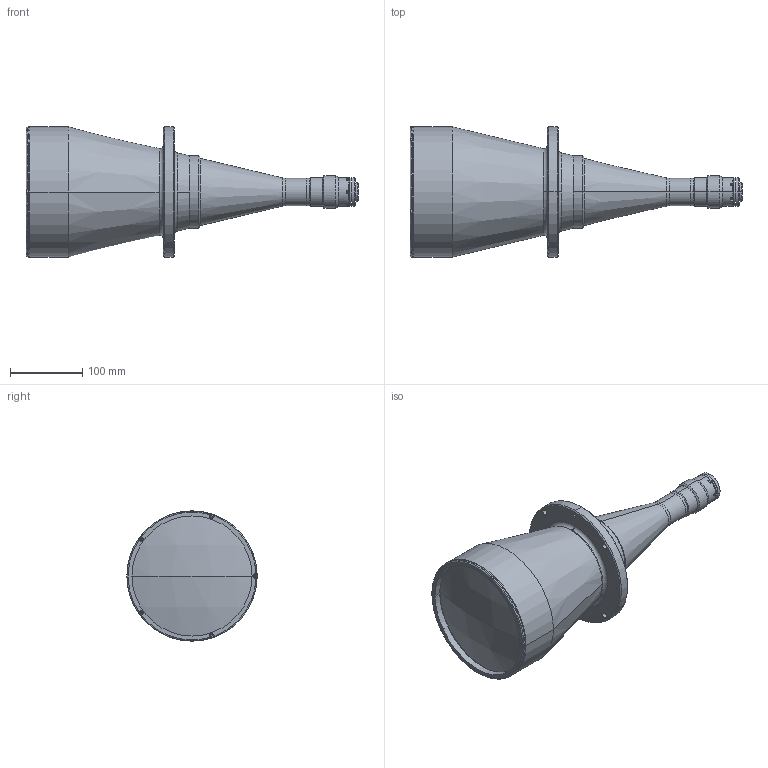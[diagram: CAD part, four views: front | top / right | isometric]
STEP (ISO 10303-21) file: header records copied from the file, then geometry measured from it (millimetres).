
FILE_DESCRIPTION (( 'STEP AP203' ), '1' );
FILE_NAME ('DP71408-C_TC2MHR120-C.step', '2022-02-17T11:41:04', ( '' ), ( '' ), 'SwSTEP 2.0', 'SolidWorks 2021', '' );
FILE_SCHEMA (( 'CONFIG_CONTROL_DESIGN' ));
Length unit declared in the file: millimetre
Products named in the file (1): DP71408-C_TC2MHR120-C
Bounding box: 458.84 x 180 x 180 mm (x, y, z)
Surface area: 231739.7 mm2 (no closed solid volume)
Topology: 0 solids, 24 shells, 222 faces, 649 edges, 448 vertices
Faces by surface type: plane 85, cylinder 74, cone 34, torus 27, sphere 2
Entity records: 7756 total; most frequent: CARTESIAN_POINT 1598, DIRECTION 1386, ORIENTED_EDGE 1078, EDGE_CURVE 645, AXIS2_PLACEMENT_3D 546, VERTEX_POINT 448, CIRCLE 323, LINE 294
